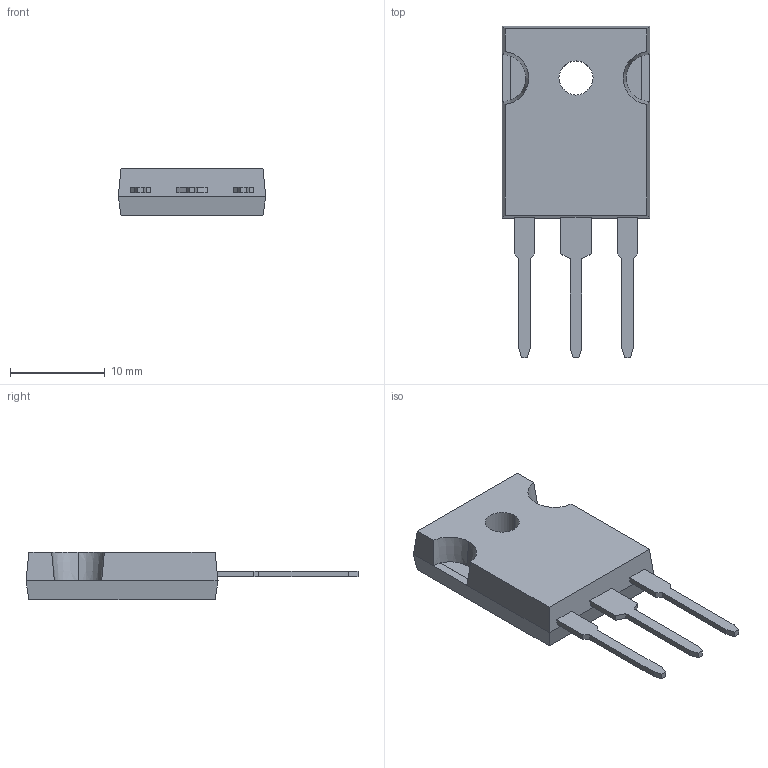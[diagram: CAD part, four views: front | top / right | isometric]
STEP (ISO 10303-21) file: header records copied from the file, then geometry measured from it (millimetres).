
FILE_DESCRIPTION (( 'STEP AP214' ), '1' );
FILE_NAME ('IRFP7430PBF.STEP', '2024-01-09T11:52:48', ( 'LENOVO' ), ( '' ), 'SwSTEP 2.0', 'SolidWorks 2021', '' );
FILE_SCHEMA (( 'AUTOMOTIVE_DESIGN' ));
Length unit declared in the file: millimetre
Products named in the file (2): IRFP7430PBF_IRFP7430PBF; IRFP7430PBF
Assembly tree (1 placements, depth 2):
  IRFP7430PBF
    IRFP7430PBF_IRFP7430PBF
Bounding box: 15.6 x 35.1 x 5 mm (x, y, z)
Volume: 1459.3 mm3; surface area: 1906.7 mm2
Topology: 5 solids, 5 shells, 87 faces, 225 edges, 146 vertices
Faces by surface type: plane 70, cylinder 14, cone 3
Entity records: 2743 total; most frequent: CARTESIAN_POINT 474, ORIENTED_EDGE 450, DIRECTION 441, EDGE_CURVE 225, LINE 183, VECTOR 183, VERTEX_POINT 146, AXIS2_PLACEMENT_3D 129
